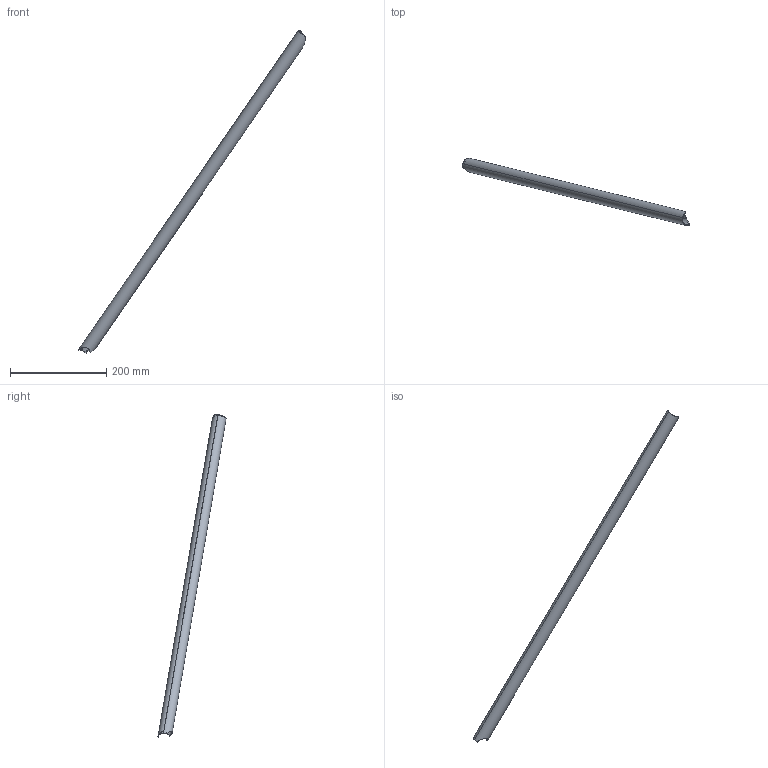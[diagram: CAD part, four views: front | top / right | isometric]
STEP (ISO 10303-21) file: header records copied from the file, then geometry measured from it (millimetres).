
FILE_DESCRIPTION(('STEP AP214'),'1');
FILE_NAME('63.stp','2019-12-01T22:25:48',(' '),(' '),'Spatial InterOp 3D',' ',' ');
FILE_SCHEMA(('AUTOMOTIVE_DESIGN { 1 0 10303 214 1 1 1 1 }'));
Length unit declared in the file: metre
Products named in the file (1): PartBody/Trim.1
Bounding box: 472.31 x 141.53 x 672.51 mm (x, y, z)
Volume: 99131.6 mm3; surface area: 132676.8 mm2
Topology: 2 solids, 2 shells, 17 faces, 43 edges, 28 vertices
Faces by surface type: cylinder 14, plane 3
Entity records: 1539 total; most frequent: CARTESIAN_POINT 830, ORIENTED_EDGE 86, STYLED_ITEM 55, PRESENTATION_STYLE_ASSIGNMENT 55, COLOUR_RGB 55, DIRECTION 53, EDGE_CURVE 43, CURVE_STYLE 36
